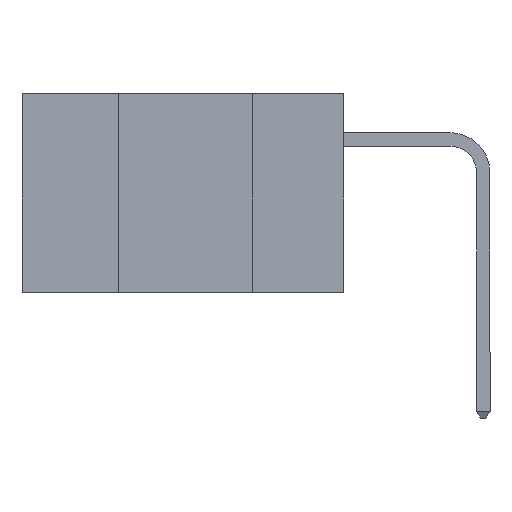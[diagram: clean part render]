
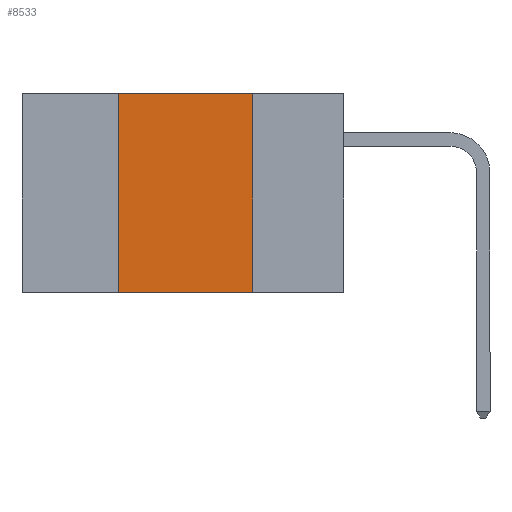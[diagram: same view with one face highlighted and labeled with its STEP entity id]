
A CAD part, left-side view. The second image highlights one B-rep face of the part: STEP entity #8533.
In plain terms, the highlighted planar face has unit normal (-1, 0, 0).
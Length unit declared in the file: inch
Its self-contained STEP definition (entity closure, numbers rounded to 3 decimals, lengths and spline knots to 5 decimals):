
#789 = VECTOR ( 'NONE', #1679, 39.37008 ) ;
#1328 = LINE ( 'NONE', #3974, #5979 ) ;
#1440 = VERTEX_POINT ( 'NONE', #4252 ) ;
#1464 = CARTESIAN_POINT ( 'NONE',  ( 0., 0.6, 0. ) ) ;
#1679 = DIRECTION ( 'NONE',  ( 0., 0., 1. ) ) ;
#1734 = CARTESIAN_POINT ( 'NONE',  ( 0., 0.17, -0.37 ) ) ;
#2229 = EDGE_CURVE ( 'NONE', #2825, #8371, #1328, .T. ) ;
#2365 = ORIENTED_EDGE ( 'NONE', *, *, #2928, .F. ) ;
#2508 = ORIENTED_EDGE ( 'NONE', *, *, #2229, .T. ) ;
#2825 = VERTEX_POINT ( 'NONE', #7592 ) ;
#2928 = EDGE_CURVE ( 'NONE', #7772, #1440, #7810, .T. ) ;
#3135 = LINE ( 'NONE', #8379, #4099 ) ;
#3187 = DIRECTION ( 'NONE',  ( 0., -1., 0. ) ) ;
#3376 = AXIS2_PLACEMENT_3D ( 'NONE', #1464, #3982, #6065 ) ;
#3444 = CARTESIAN_POINT ( 'NONE',  ( 0., 0.42, 0. ) ) ;
#3690 = CARTESIAN_POINT ( 'NONE',  ( 0., 0.42, -0.37 ) ) ;
#3974 = CARTESIAN_POINT ( 'NONE',  ( 0., 0.6, -0.37 ) ) ;
#3982 = DIRECTION ( 'NONE',  ( 1., 0., 0. ) ) ;
#4099 = VECTOR ( 'NONE', #6382, 39.37008 ) ;
#4181 = ORIENTED_EDGE ( 'NONE', *, *, #6784, .F. ) ;
#4252 = CARTESIAN_POINT ( 'NONE',  ( 0., 0.17, 0. ) ) ;
#5276 = ORIENTED_EDGE ( 'NONE', *, *, #7205, .F. ) ;
#5867 = EDGE_LOOP ( 'NONE', ( #4181, #2365, #5276, #2508 ) ) ;
#5979 = VECTOR ( 'NONE', #6623, 39.37008 ) ;
#6023 = PLANE ( 'NONE',  #3376 ) ;
#6065 = DIRECTION ( 'NONE',  ( 0., 0., -1. ) ) ;
#6382 = DIRECTION ( 'NONE',  ( 0., 0., -1. ) ) ;
#6510 = CARTESIAN_POINT ( 'NONE',  ( 0., 0.6, 0. ) ) ;
#6623 = DIRECTION ( 'NONE',  ( 0., -1., 0. ) ) ;
#6784 = EDGE_CURVE ( 'NONE', #1440, #8371, #3135, .T. ) ;
#6833 = VECTOR ( 'NONE', #3187, 39.37008 ) ;
#7205 = EDGE_CURVE ( 'NONE', #2825, #7772, #7616, .T. ) ;
#7224 = FACE_OUTER_BOUND ( 'NONE', #5867, .T. ) ;
#7592 = CARTESIAN_POINT ( 'NONE',  ( 0., 0.42, -0.37 ) ) ;
#7616 = LINE ( 'NONE', #3690, #789 ) ;
#7772 = VERTEX_POINT ( 'NONE', #3444 ) ;
#7810 = LINE ( 'NONE', #6510, #6833 ) ;
#8371 = VERTEX_POINT ( 'NONE', #1734 ) ;
#8379 = CARTESIAN_POINT ( 'NONE',  ( 0., 0.17, -0.37 ) ) ;
#8533 = ADVANCED_FACE ( 'NONE', ( #7224 ), #6023, .F. ) ;
